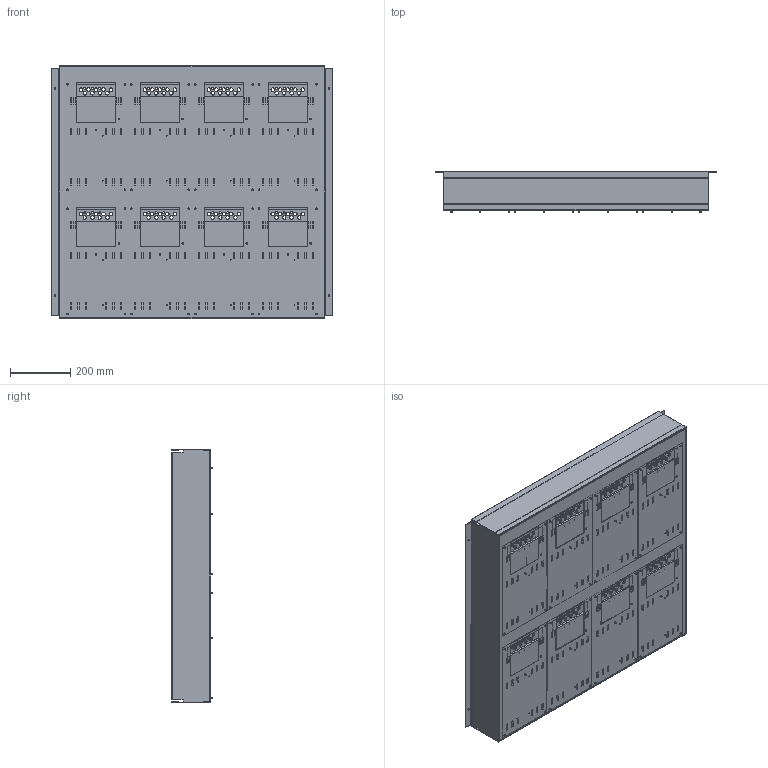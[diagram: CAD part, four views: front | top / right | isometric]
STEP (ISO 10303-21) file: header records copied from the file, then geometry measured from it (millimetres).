
FILE_DESCRIPTION (( 'STEP AP214' ), '1' );
FILE_NAME ('c_il186411-a_3d.STEP', '2019-10-02T14:09:02', ( '' ), ( '' ), 'SwSTEP 2.0', 'SolidWorks 2019', '' );
FILE_SCHEMA (( 'AUTOMOTIVE_DESIGN' ));
Length unit declared in the file: millimetre
Products named in the file (13): Meter board assembly; c_il186411-a_3d; Meter box; Separation profile; Meter board; Small screw
Assembly tree (131 placements, depth 3):
  c_il186411-a_3d
    Meter box
    Separation profile  x2
    Meter board assembly
      Meter board
      Small screw  x14
    Meter board assembly
      Meter board
      Small screw  x14
    Meter board assembly
      Meter board
      Small screw  x14
    Meter board assembly
      Meter board
      Small screw  x14
    Meter board assembly
      Meter board
      Small screw  x14
    Meter board assembly
      Meter board
      Small screw  x14
    Meter board assembly
      Meter board
      Small screw  x14
    Meter board assembly
      Meter board
      Small screw  x14
Bounding box: 937 x 135.5 x 845 mm (x, y, z)
Volume: 8413649.3 mm3; surface area: 4024103.2 mm2
Topology: 131 solids, 131 shells, 5870 faces, 14332 edges, 8932 vertices
Faces by surface type: plane 3386, torus 1344, cylinder 916, cone 224
Entity records: 33787 total; most frequent: CARTESIAN_POINT 5821, ORIENTED_EDGE 5560, DIRECTION 5394, EDGE_CURVE 2780, VECTOR 2352, LINE 2352, VERTEX_POINT 1832, AXIS2_PLACEMENT_3D 1521
